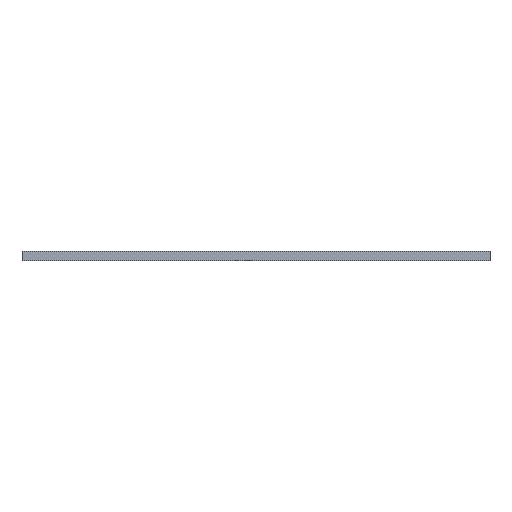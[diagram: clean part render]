
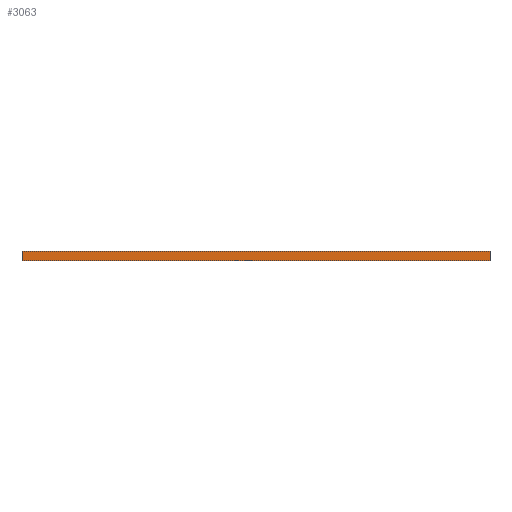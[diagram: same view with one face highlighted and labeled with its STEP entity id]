
A CAD part, front view. The second image highlights one B-rep face of the part: STEP entity #3063.
In plain terms, the highlighted planar face has unit normal (0, -1, 0).
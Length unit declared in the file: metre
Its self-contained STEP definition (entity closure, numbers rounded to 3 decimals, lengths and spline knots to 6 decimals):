
#244=ORIENTED_EDGE('',*,*,#1180,.T.);
#245=ORIENTED_EDGE('',*,*,#1181,.F.);
#246=ORIENTED_EDGE('',*,*,#1182,.F.);
#247=ORIENTED_EDGE('',*,*,#1177,.T.);
#1177=EDGE_CURVE('',#1646,#1644,#1957,.T.);
#1180=EDGE_CURVE('',#1644,#1648,#1960,.T.);
#1181=EDGE_CURVE('',#1649,#1648,#1961,.T.);
#1182=EDGE_CURVE('',#1646,#1649,#1962,.T.);
#1644=VERTEX_POINT('',#4484);
#1646=VERTEX_POINT('',#4487);
#1648=VERTEX_POINT('',#4493);
#1649=VERTEX_POINT('',#4495);
#1957=LINE('',#4486,#2273);
#1960=LINE('',#4492,#2276);
#1961=LINE('',#4494,#2277);
#1962=LINE('',#4496,#2278);
#2273=VECTOR('',#3548,1.);
#2276=VECTOR('',#3553,1.);
#2277=VECTOR('',#3554,1.);
#2278=VECTOR('',#3555,1.);
#2589=EDGE_LOOP('',(#244,#245,#246,#247));
#2785=FACE_BOUND('',#2589,.T.);
#2981=PLANE('',#3234);
#3063=ADVANCED_FACE('',(#2785),#2981,.F.);
#3234=AXIS2_PLACEMENT_3D('',#4491,#3551,#3552);
#3548=DIRECTION('',(0.,0.,-1.));
#3551=DIRECTION('',(0.,1.,0.));
#3552=DIRECTION('',(0.,0.,1.));
#3553=DIRECTION('',(1.,0.,0.));
#3554=DIRECTION('',(0.,0.,-1.));
#3555=DIRECTION('',(1.,0.,0.));
#4484=CARTESIAN_POINT('',(-0.0381,-0.05715,0.));
#4486=CARTESIAN_POINT('',(-0.0381,-0.05715,0.0015));
#4487=CARTESIAN_POINT('',(-0.0381,-0.05715,0.0015));
#4491=CARTESIAN_POINT('',(0.,-0.05715,0.0015));
#4492=CARTESIAN_POINT('',(0.,-0.05715,0.));
#4493=CARTESIAN_POINT('',(0.0381,-0.05715,0.));
#4494=CARTESIAN_POINT('',(0.0381,-0.05715,0.0015));
#4495=CARTESIAN_POINT('',(0.0381,-0.05715,0.0015));
#4496=CARTESIAN_POINT('',(0.,-0.05715,0.0015));
